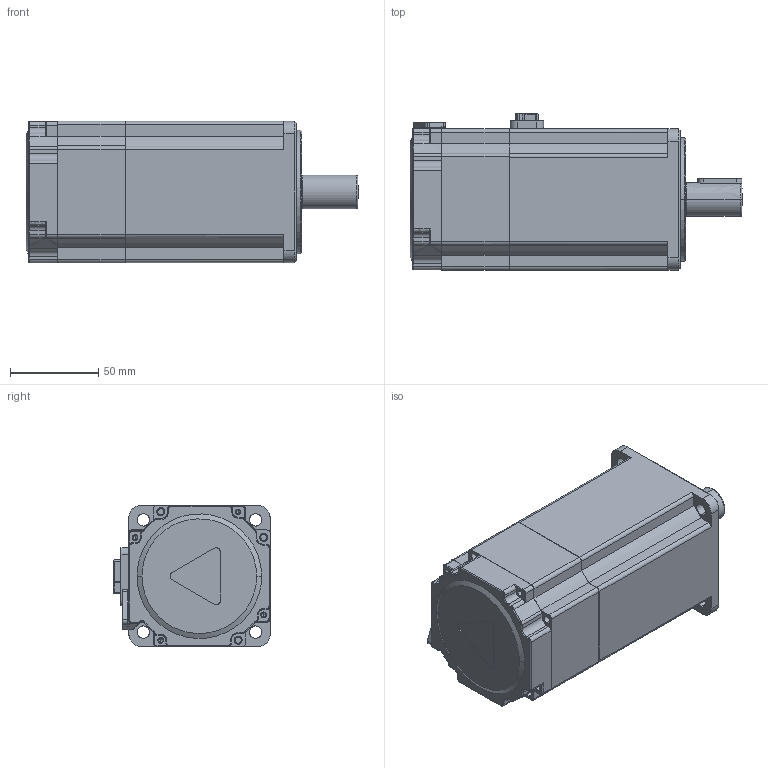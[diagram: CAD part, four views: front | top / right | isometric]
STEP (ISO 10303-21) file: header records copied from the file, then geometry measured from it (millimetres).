
FILE_DESCRIPTION (( 'STEP AP203' ), '1' );
FILE_NAME ('1000W湍价陬.STEP', '2024-05-22T07:03:40', ( 'Windows 蚚誧' ), ( '' ), 'SwSTEP 2.0', 'SolidWorks 2020', '' );
FILE_SCHEMA (( 'CONFIG_CONTROL_DESIGN' ));
Length unit declared in the file: millimetre
Products named in the file (11): 1030002 深沟球轴承6204-2Z.IGS; 1020137.IGS; 平键(6×6×25.IGS; 1030065 深沟球轴承6300-2Z.IGS; 1060168 三竹接插件底座组件（底座不带刹车 MC6P 长度13mm21mm）,.IGS; 1000W湍价陬; 蚐猾ㄗ趹伎ㄘ.IGS; 1010469.IGS; 1040152.IGS; 1000W湍价陬.IGS; 80晤鎢ん欶赽.IGS
Assembly tree (10 placements, depth 3):
  1000W湍价陬
    1000W湍价陬.IGS
      1040152.IGS
      1010469.IGS
      1030002 深沟球轴承6204-2Z.IGS
      1020137.IGS
      1030065 深沟球轴承6300-2Z.IGS
      80晤鎢ん欶赽.IGS
      平键(6×6×25.IGS
      蚐猾ㄗ趹伎ㄘ.IGS
      1060168 三竹接插件底座组件（底座不带刹车 MC6P 长度13mm21mm）,.IGS
Bounding box: 188.2 x 88.7 x 80.2 mm (x, y, z)
Volume: 286957.4 mm3; surface area: 163139.6 mm2
Topology: 7 solids, 13 shells, 2416 faces, 6798 edges, 4284 vertices
Faces by surface type: bspline 2416
Entity records: 96370 total; most frequent: CARTESIAN_POINT 56359, ORIENTED_EDGE 13306, EDGE_CURVE 6665, B_SPLINE_CURVE_WITH_KNOTS 5462, VERTEX_POINT 4284, EDGE_LOOP 2601, ADVANCED_FACE 2416, FACE_OUTER_BOUND 2416
